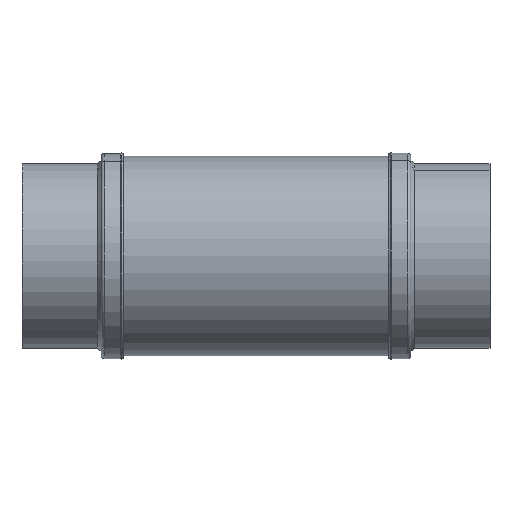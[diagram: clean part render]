
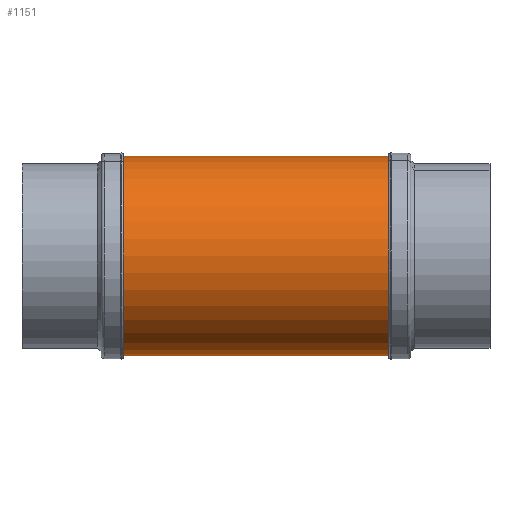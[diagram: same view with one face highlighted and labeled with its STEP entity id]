
A CAD part, left-side view. The second image highlights one B-rep face of the part: STEP entity #1151.
In plain terms, the highlighted cylindrical face has radius 20.637 mm (diameter 41.275 mm), a partial arc.
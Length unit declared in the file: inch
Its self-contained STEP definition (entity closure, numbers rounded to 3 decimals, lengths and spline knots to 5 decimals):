
#268 = EDGE_LOOP ( 'NONE', ( #465, #468, #469, #471 ) ) ;
#424 = VERTEX_POINT ( 'NONE', #1012 ) ;
#427 = VERTEX_POINT ( 'NONE', #1009 ) ;
#465 = ORIENTED_EDGE ( 'NONE', *, *, #2088, .F. ) ;
#468 = ORIENTED_EDGE ( 'NONE', *, *, #2020, .T. ) ;
#469 = ORIENTED_EDGE ( 'NONE', *, *, #2090, .T. ) ;
#471 = ORIENTED_EDGE ( 'NONE', *, *, #2005, .F. ) ;
#486 = VERTEX_POINT ( 'NONE', #1087 ) ;
#839 = AXIS2_PLACEMENT_3D ( 'NONE', #2545, #2542, #2548 ) ;
#911 = VECTOR ( 'NONE', #1278, 39.37008 ) ;
#912 = VECTOR ( 'NONE', #1285, 39.37008 ) ;
#1009 = CARTESIAN_POINT ( 'NONE',  ( 0., 0.015, -0.8125 ) ) ;
#1012 = CARTESIAN_POINT ( 'NONE',  ( 0., 0.015, 0.8125 ) ) ;
#1087 = CARTESIAN_POINT ( 'NONE',  ( 0., 2.46, 0.8125 ) ) ;
#1151 = ADVANCED_FACE ( 'NONE', ( #2543 ), #2547, .T. ) ;
#1272 = CARTESIAN_POINT ( 'NONE',  ( 0., 1.57555, 0.8125 ) ) ;
#1276 = LINE ( 'NONE', #1277, #911 ) ;
#1277 = CARTESIAN_POINT ( 'NONE',  ( 0., 1.57555, -0.8125 ) ) ;
#1278 = DIRECTION ( 'NONE',  ( 0., 1., 0. ) ) ;
#1281 = LINE ( 'NONE', #1272, #912 ) ;
#1285 = DIRECTION ( 'NONE',  ( 0., 1., 0. ) ) ;
#1613 = VERTEX_POINT ( 'NONE', #2418 ) ;
#1719 = AXIS2_PLACEMENT_3D ( 'NONE', #2300, #2301, #2302 ) ;
#1730 = CIRCLE ( 'NONE', #1719, 0.8125 ) ;
#1749 = AXIS2_PLACEMENT_3D ( 'NONE', #2487, #2488, #2489 ) ;
#1754 = CIRCLE ( 'NONE', #1749, 0.8125 ) ;
#2005 = EDGE_CURVE ( 'NONE', #1613, #486, #1754, .T. ) ;
#2020 = EDGE_CURVE ( 'NONE', #427, #424, #1730, .T. ) ;
#2088 = EDGE_CURVE ( 'NONE', #427, #1613, #1276, .T. ) ;
#2090 = EDGE_CURVE ( 'NONE', #424, #486, #1281, .T. ) ;
#2300 = CARTESIAN_POINT ( 'NONE',  ( 0., 0.015, 0. ) ) ;
#2301 = DIRECTION ( 'NONE',  ( 0., 1., 0. ) ) ;
#2302 = DIRECTION ( 'NONE',  ( 0., 0., 1. ) ) ;
#2418 = CARTESIAN_POINT ( 'NONE',  ( 0., 2.46, -0.8125 ) ) ;
#2487 = CARTESIAN_POINT ( 'NONE',  ( 0., 2.46, 0. ) ) ;
#2488 = DIRECTION ( 'NONE',  ( 0., 1., 0. ) ) ;
#2489 = DIRECTION ( 'NONE',  ( 0., 0., 1. ) ) ;
#2542 = DIRECTION ( 'NONE',  ( 0., 1., 0. ) ) ;
#2543 = FACE_OUTER_BOUND ( 'NONE', #268, .T. ) ;
#2545 = CARTESIAN_POINT ( 'NONE',  ( 0., 1.57555, 0. ) ) ;
#2547 = CYLINDRICAL_SURFACE ( 'NONE', #839, 0.8125 ) ;
#2548 = DIRECTION ( 'NONE',  ( 0., 0., 1. ) ) ;
